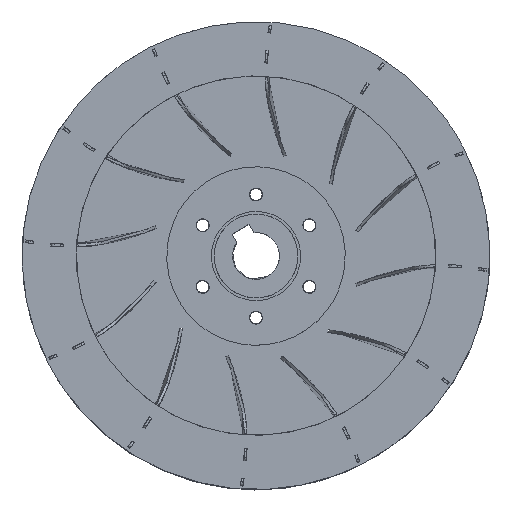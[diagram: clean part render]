
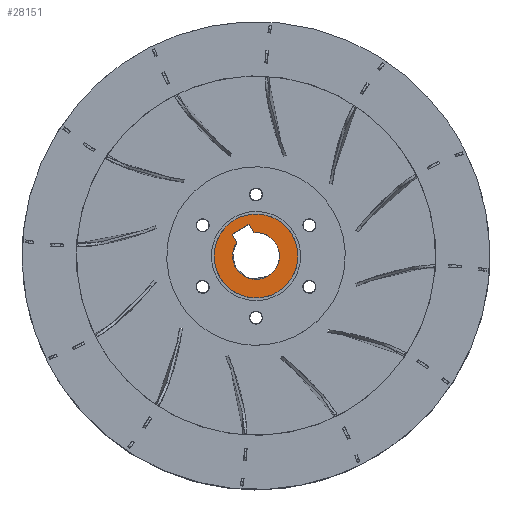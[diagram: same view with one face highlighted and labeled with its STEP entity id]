
A CAD part, top view. The second image highlights one B-rep face of the part: STEP entity #28151.
In plain terms, the highlighted free-form (B-spline) face has degree [1, 1] with [2, 2] control points.
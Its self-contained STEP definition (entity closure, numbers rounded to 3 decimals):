
#27675 = EDGE_CURVE('',#27676,#27678,#27680,.T.);
#27676 = VERTEX_POINT('',#27677);
#27677 = CARTESIAN_POINT('',(39.225,-57.133,
    78.469));
#27678 = VERTEX_POINT('',#27679);
#27679 = CARTESIAN_POINT('',(-7.078,23.066,
    78.469));
#27680 = ( BOUNDED_CURVE() B_SPLINE_CURVE(2,(#27681,#27682,#27683,#27684
,#27685),.UNSPECIFIED.,.F.,.F.) B_SPLINE_CURVE_WITH_KNOTS((3,2,3),(0.,
1.571,3.142),.PIECEWISE_BEZIER_KNOTS.) CURVE() 
GEOMETRIC_REPRESENTATION_ITEM() RATIONAL_B_SPLINE_CURVE((1.,
0.707,1.,0.707,1.)) REPRESENTATION_ITEM('') );
#27681 = CARTESIAN_POINT('',(39.225,-57.133,
    78.469));
#27682 = CARTESIAN_POINT('',(79.325,-33.982,
    78.469));
#27683 = CARTESIAN_POINT('',(56.174,6.118,
    78.469));
#27684 = CARTESIAN_POINT('',(33.022,46.218,
    78.469));
#27685 = CARTESIAN_POINT('',(-7.078,23.066,
    78.469));
#27762 = VERTEX_POINT('',#27763);
#27763 = CARTESIAN_POINT('',(13.643,8.796,
    78.469));
#27770 = EDGE_CURVE('',#27771,#27762,#27773,.T.);
#27771 = VERTEX_POINT('',#27772);
#27772 = CARTESIAN_POINT('',(29.045,-39.501,
    78.469));
#27773 = ( BOUNDED_CURVE() B_SPLINE_CURVE(2,(#27774,#27775,#27776,#27777
,#27778),.UNSPECIFIED.,.F.,.F.) B_SPLINE_CURVE_WITH_KNOTS((3,2,3),(0.,
1.356,2.712),.PIECEWISE_BEZIER_KNOTS.) CURVE() 
GEOMETRIC_REPRESENTATION_ITEM() RATIONAL_B_SPLINE_CURVE((1.,
0.779,1.,0.779,1.)) REPRESENTATION_ITEM('') );
#27774 = CARTESIAN_POINT('',(29.045,-39.501,
    78.469));
#27775 = CARTESIAN_POINT('',(47.138,-29.055,
    78.469));
#27776 = CARTESIAN_POINT('',(40.791,-9.151,
    78.469));
#27777 = CARTESIAN_POINT('',(34.443,10.753,
    78.469));
#27778 = CARTESIAN_POINT('',(13.643,8.796,
    78.469));
#28084 = EDGE_CURVE('',#28085,#27771,#28087,.T.);
#28085 = VERTEX_POINT('',#28086);
#28086 = CARTESIAN_POINT('',(-5.08,-2.014,
    78.469));
#28087 = ( BOUNDED_CURVE() B_SPLINE_CURVE(2,(#28088,#28089,#28090,#28091
,#28092),.UNSPECIFIED.,.F.,.F.) B_SPLINE_CURVE_WITH_KNOTS((3,2,3),(
    3.571,4.927,6.283),
.PIECEWISE_BEZIER_KNOTS.) CURVE() GEOMETRIC_REPRESENTATION_ITEM() 
RATIONAL_B_SPLINE_CURVE((1.,0.779,1.,0.779,1.)) 
REPRESENTATION_ITEM('') );
#28088 = CARTESIAN_POINT('',(-5.08,-2.014,
    78.469));
#28089 = CARTESIAN_POINT('',(-17.175,-19.049,
    78.469));
#28090 = CARTESIAN_POINT('',(-3.111,-34.498,
    78.469));
#28091 = CARTESIAN_POINT('',(10.953,-49.947,
    78.469));
#28092 = CARTESIAN_POINT('',(29.045,-39.501,
    78.469));
#28151 = ADVANCED_FACE('',(#28152,#28175),#28186,.T.);
#28152 = FACE_BOUND('',#28153,.T.);
#28153 = EDGE_LOOP('',(#28154,#28161,#28168,#28173,#28174));
#28154 = ORIENTED_EDGE('',*,*,#28155,.F.);
#28155 = EDGE_CURVE('',#28156,#28085,#28158,.T.);
#28156 = VERTEX_POINT('',#28157);
#28157 = CARTESIAN_POINT('',(-10.345,7.106,
    78.469));
#28158 = B_SPLINE_CURVE_WITH_KNOTS('',1,(#28159,#28160),.UNSPECIFIED.,
  .F.,.F.,(2,2),(0.,7.732),.PIECEWISE_BEZIER_KNOTS.);
#28159 = CARTESIAN_POINT('',(-10.345,7.106,
    78.469));
#28160 = CARTESIAN_POINT('',(-5.08,-2.014,
    78.469));
#28161 = ORIENTED_EDGE('',*,*,#28162,.F.);
#28162 = EDGE_CURVE('',#28163,#28156,#28165,.T.);
#28163 = VERTEX_POINT('',#28164);
#28164 = CARTESIAN_POINT('',(8.378,17.915,
    78.469));
#28165 = B_SPLINE_CURVE_WITH_KNOTS('',1,(#28166,#28167),.UNSPECIFIED.,
  .F.,.F.,(2,2),(-15.875,-0.),.PIECEWISE_BEZIER_KNOTS.);
#28166 = CARTESIAN_POINT('',(8.378,17.915,
    78.469));
#28167 = CARTESIAN_POINT('',(-10.345,7.106,
    78.469));
#28168 = ORIENTED_EDGE('',*,*,#28169,.F.);
#28169 = EDGE_CURVE('',#27762,#28163,#28170,.T.);
#28170 = B_SPLINE_CURVE_WITH_KNOTS('',1,(#28171,#28172),.UNSPECIFIED.,
  .F.,.F.,(2,2),(17.318,25.05),.PIECEWISE_BEZIER_KNOTS.);
#28171 = CARTESIAN_POINT('',(13.643,8.796,
    78.469));
#28172 = CARTESIAN_POINT('',(8.378,17.915,
    78.469));
#28173 = ORIENTED_EDGE('',*,*,#27770,.F.);
#28174 = ORIENTED_EDGE('',*,*,#28084,.F.);
#28175 = FACE_BOUND('',#28176,.T.);
#28176 = EDGE_LOOP('',(#28177,#28185));
#28177 = ORIENTED_EDGE('',*,*,#28178,.T.);
#28178 = EDGE_CURVE('',#27678,#27676,#28179,.T.);
#28179 = ( BOUNDED_CURVE() B_SPLINE_CURVE(2,(#28180,#28181,#28182,#28183
,#28184),.UNSPECIFIED.,.F.,.F.) B_SPLINE_CURVE_WITH_KNOTS((3,2,3),(
    3.142,4.712,6.283),
.PIECEWISE_BEZIER_KNOTS.) CURVE() GEOMETRIC_REPRESENTATION_ITEM() 
RATIONAL_B_SPLINE_CURVE((1.,0.707,1.,0.707,1.)) 
REPRESENTATION_ITEM('') );
#28180 = CARTESIAN_POINT('',(-7.078,23.066,
    78.469));
#28181 = CARTESIAN_POINT('',(-47.178,-0.085,
    78.469));
#28182 = CARTESIAN_POINT('',(-24.026,-40.185,
    78.469));
#28183 = CARTESIAN_POINT('',(-0.874,-80.285,
    78.469));
#28184 = CARTESIAN_POINT('',(39.225,-57.133,
    78.469));
#28185 = ORIENTED_EDGE('',*,*,#27675,.T.);
#28186 = B_SPLINE_SURFACE_WITH_KNOTS('',1,1,(
    (#28187,#28188)
    ,(#28189,#28190
    )),.UNSPECIFIED.,.F.,.F.,.F.,(2,2),(2,2),(-34.,34.),(-34.,34.),
  .PIECEWISE_BEZIER_KNOTS.);
#28187 = CARTESIAN_POINT('',(-47.178,-0.085,
    78.469));
#28188 = CARTESIAN_POINT('',(33.022,46.218,
    78.469));
#28189 = CARTESIAN_POINT('',(-0.874,-80.285,
    78.469));
#28190 = CARTESIAN_POINT('',(79.325,-33.982,
    78.469));
